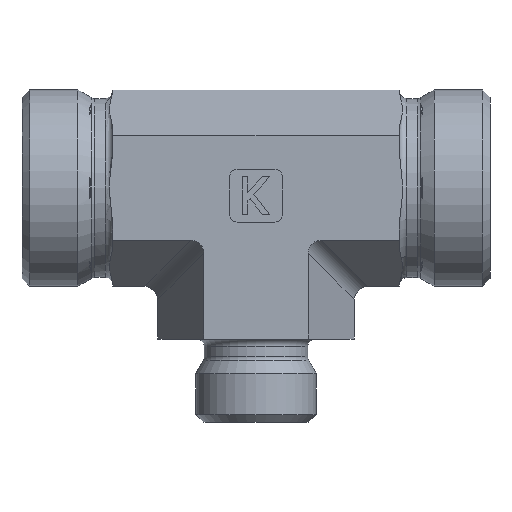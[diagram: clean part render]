
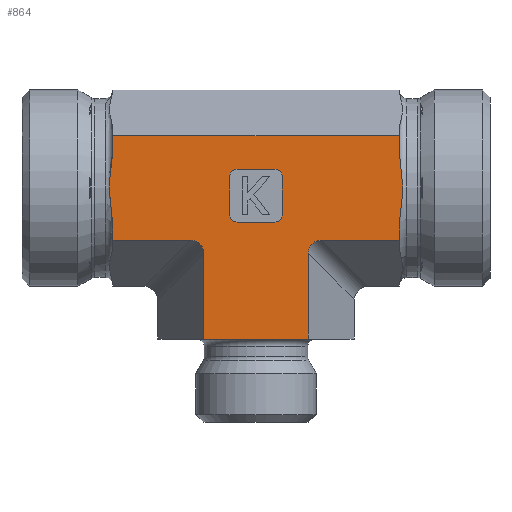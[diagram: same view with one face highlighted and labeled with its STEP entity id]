
A CAD part, left-side view. The second image highlights one B-rep face of the part: STEP entity #864.
In plain terms, the highlighted planar face has unit normal (-1, 0, 0).
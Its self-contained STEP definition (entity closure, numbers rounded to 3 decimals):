
#319=CARTESIAN_POINT('',(-30.485,28.544,17.404));
#320=VERTEX_POINT('',#319);
#328=CARTESIAN_POINT('',(-30.485,28.544,26.596));
#329=VERTEX_POINT('',#328);
#330=CARTESIAN_POINT('',(-30.485,28.544,26.596));
#331=CARTESIAN_POINT('',(-30.485,28.544,26.087));
#332=CARTESIAN_POINT('',(-30.485,28.603,25.48));
#333=CARTESIAN_POINT('',(-30.485,28.795,24.045));
#334=CARTESIAN_POINT('',(-30.485,29.017,22.94));
#335=CARTESIAN_POINT('',(-30.485,29.017,22.));
#336=CARTESIAN_POINT('',(-30.485,29.017,21.06));
#337=CARTESIAN_POINT('',(-30.485,28.795,19.955));
#338=CARTESIAN_POINT('',(-30.485,28.603,18.52));
#339=CARTESIAN_POINT('',(-30.485,28.544,17.913));
#340=CARTESIAN_POINT('',(-30.485,28.544,17.404));
#341=B_SPLINE_CURVE_WITH_KNOTS('',3,(#330,#331,#332,#333,#334,#335,#336,#337,#338,#339,#340),.UNSPECIFIED.,.F.,.U.,(4,2,3,2,4),(-0.434,-0.282,0.0,0.282,0.434),.UNSPECIFIED.);
#342=EDGE_CURVE('',#329,#320,#341,.T.);
#608=CARTESIAN_POINT('',(-30.485,28.544,28.928));
#609=VERTEX_POINT('',#608);
#610=CARTESIAN_POINT('',(-30.485,28.544,28.928));
#611=DIRECTION('',(0.0,0.0,-1.0));
#612=VECTOR('',#611,2.332);
#613=LINE('',#610,#612);
#614=EDGE_CURVE('',#609,#329,#613,.T.);
#632=CARTESIAN_POINT('',(-30.485,-9.456,28.928));
#633=VERTEX_POINT('',#632);
#634=CARTESIAN_POINT('',(-30.485,28.544,28.928));
#635=DIRECTION('',(0.0,-1.0,0.0));
#636=VECTOR('',#635,38.);
#637=LINE('',#634,#636);
#638=EDGE_CURVE('',#609,#633,#637,.T.);
#689=CARTESIAN_POINT('',(-30.485,2.616,0.0));
#690=DIRECTION('',(-1.0,0.0,0.0));
#691=DIRECTION('',(0.0,0.0,1.0));
#692=AXIS2_PLACEMENT_3D('',#689,#690,#691);
#693=PLANE('',#692);
#694=ORIENTED_EDGE('',*,*,#614,.T.);
#695=ORIENTED_EDGE('',*,*,#342,.T.);
#696=CARTESIAN_POINT('',(-30.485,28.544,15.072));
#697=VERTEX_POINT('',#696);
#698=CARTESIAN_POINT('',(-30.485,28.544,17.404));
#699=DIRECTION('',(0.0,0.0,-1.0));
#700=VECTOR('',#699,2.332);
#701=LINE('',#698,#700);
#702=EDGE_CURVE('',#320,#697,#701,.T.);
#703=ORIENTED_EDGE('',*,*,#702,.T.);
#704=CARTESIAN_POINT('',(-30.485,18.204,15.072));
#705=VERTEX_POINT('',#704);
#706=CARTESIAN_POINT('',(-30.485,18.204,15.072));
#707=DIRECTION('',(0.0,1.0,0.0));
#708=VECTOR('',#707,10.34);
#709=LINE('',#706,#708);
#710=EDGE_CURVE('',#705,#697,#709,.T.);
#711=ORIENTED_EDGE('',*,*,#710,.F.);
#712=CARTESIAN_POINT('',(-30.485,16.472,13.34));
#713=VERTEX_POINT('',#712);
#714=CARTESIAN_POINT('',(-30.485,18.781,12.762));
#715=DIRECTION('',(-1.0,0.0,0.0));
#716=DIRECTION('',(0.0,-0.707,0.707));
#717=AXIS2_PLACEMENT_3D('',#714,#715,#716);
#718=ELLIPSE('',#717,2.582,2.0);
#719=EDGE_CURVE('',#713,#705,#718,.T.);
#720=ORIENTED_EDGE('',*,*,#719,.F.);
#721=CARTESIAN_POINT('',(-30.485,16.472,2.));
#722=VERTEX_POINT('',#721);
#723=CARTESIAN_POINT('',(-30.485,16.472,2.));
#724=DIRECTION('',(0.0,0.0,1.0));
#725=VECTOR('',#724,11.34);
#726=LINE('',#723,#725);
#727=EDGE_CURVE('',#722,#713,#726,.T.);
#728=ORIENTED_EDGE('',*,*,#727,.F.);
#729=CARTESIAN_POINT('',(-30.485,2.616,2.));
#730=VERTEX_POINT('',#729);
#731=CARTESIAN_POINT('',(-30.485,16.472,2.));
#732=DIRECTION('',(0.0,-1.0,0.0));
#733=VECTOR('',#732,13.856);
#734=LINE('',#731,#733);
#735=EDGE_CURVE('',#722,#730,#734,.T.);
#736=ORIENTED_EDGE('',*,*,#735,.T.);
#737=CARTESIAN_POINT('',(-30.485,2.616,13.34));
#738=VERTEX_POINT('',#737);
#739=CARTESIAN_POINT('',(-30.485,2.616,2.));
#740=DIRECTION('',(0.0,0.0,1.0));
#741=VECTOR('',#740,11.34);
#742=LINE('',#739,#741);
#743=EDGE_CURVE('',#730,#738,#742,.T.);
#744=ORIENTED_EDGE('',*,*,#743,.T.);
#745=CARTESIAN_POINT('',(-30.485,0.884,15.072));
#746=VERTEX_POINT('',#745);
#747=CARTESIAN_POINT('',(-30.485,0.306,12.762));
#748=DIRECTION('',(-1.0,0.0,0.0));
#749=DIRECTION('',(0.0,0.707,0.707));
#750=AXIS2_PLACEMENT_3D('',#747,#748,#749);
#751=ELLIPSE('',#750,2.582,2.0);
#752=EDGE_CURVE('',#746,#738,#751,.T.);
#753=ORIENTED_EDGE('',*,*,#752,.F.);
#754=CARTESIAN_POINT('',(-30.485,-9.456,15.072));
#755=VERTEX_POINT('',#754);
#756=CARTESIAN_POINT('',(-30.485,0.884,15.072));
#757=DIRECTION('',(0.0,-1.0,0.0));
#758=VECTOR('',#757,10.34);
#759=LINE('',#756,#758);
#760=EDGE_CURVE('',#746,#755,#759,.T.);
#761=ORIENTED_EDGE('',*,*,#760,.T.);
#762=CARTESIAN_POINT('',(-30.485,-9.456,17.404));
#763=VERTEX_POINT('',#762);
#764=CARTESIAN_POINT('',(-30.485,-9.456,15.072));
#765=DIRECTION('',(0.0,0.0,1.0));
#766=VECTOR('',#765,2.332);
#767=LINE('',#764,#766);
#768=EDGE_CURVE('',#755,#763,#767,.T.);
#769=ORIENTED_EDGE('',*,*,#768,.T.);
#770=CARTESIAN_POINT('',(-30.485,-9.456,26.596));
#771=VERTEX_POINT('',#770);
#772=CARTESIAN_POINT('',(-30.485,-9.456,17.404));
#773=CARTESIAN_POINT('',(-30.485,-9.456,17.913));
#774=CARTESIAN_POINT('',(-30.485,-9.515,18.52));
#775=CARTESIAN_POINT('',(-30.485,-9.707,19.955));
#776=CARTESIAN_POINT('',(-30.485,-9.929,21.06));
#777=CARTESIAN_POINT('',(-30.485,-9.929,22.94));
#778=CARTESIAN_POINT('',(-30.485,-9.707,24.045));
#779=CARTESIAN_POINT('',(-30.485,-9.515,25.48));
#780=CARTESIAN_POINT('',(-30.485,-9.456,26.087));
#781=CARTESIAN_POINT('',(-30.485,-9.456,26.596));
#782=B_SPLINE_CURVE_WITH_KNOTS('',3,(#772,#773,#774,#775,#776,#777,#778,#779,#780,#781),.UNSPECIFIED.,.F.,.U.,(4,2,2,2,4),(0.949,1.101,1.383,1.665,1.818),.UNSPECIFIED.);
#783=EDGE_CURVE('',#763,#771,#782,.T.);
#784=ORIENTED_EDGE('',*,*,#783,.T.);
#785=CARTESIAN_POINT('',(-30.485,-9.456,26.596));
#786=DIRECTION('',(0.0,0.0,1.0));
#787=VECTOR('',#786,2.332);
#788=LINE('',#785,#787);
#789=EDGE_CURVE('',#771,#633,#788,.T.);
#790=ORIENTED_EDGE('',*,*,#789,.T.);
#791=ORIENTED_EDGE('',*,*,#638,.F.);
#792=EDGE_LOOP('',(#694,#695,#703,#711,#720,#728,#736,#744,#753,#761,#769,#784,#790,#791));
#793=FACE_OUTER_BOUND('',#792,.T.);
#794=CARTESIAN_POINT('',(-30.485,7.044,17.5));
#795=VERTEX_POINT('',#794);
#796=CARTESIAN_POINT('',(-30.485,12.044,17.5));
#797=VERTEX_POINT('',#796);
#798=CARTESIAN_POINT('',(-30.485,7.044,17.5));
#799=DIRECTION('',(0.0,1.0,0.0));
#800=VECTOR('',#799,5.);
#801=LINE('',#798,#800);
#802=EDGE_CURVE('',#795,#797,#801,.T.);
#803=ORIENTED_EDGE('',*,*,#802,.T.);
#804=CARTESIAN_POINT('',(-30.485,13.044,18.5));
#805=VERTEX_POINT('',#804);
#806=CARTESIAN_POINT('',(-30.485,12.044,18.5));
#807=DIRECTION('',(-1.0,0.0,0.0));
#808=DIRECTION('',(0.0,0.707,-0.707));
#809=AXIS2_PLACEMENT_3D('',#806,#807,#808);
#810=CIRCLE('',#809,1.0);
#811=EDGE_CURVE('',#805,#797,#810,.T.);
#812=ORIENTED_EDGE('',*,*,#811,.F.);
#813=CARTESIAN_POINT('',(-30.485,13.044,23.5));
#814=VERTEX_POINT('',#813);
#815=CARTESIAN_POINT('',(-30.485,13.044,18.5));
#816=DIRECTION('',(0.0,0.0,1.0));
#817=VECTOR('',#816,5.);
#818=LINE('',#815,#817);
#819=EDGE_CURVE('',#805,#814,#818,.T.);
#820=ORIENTED_EDGE('',*,*,#819,.T.);
#821=CARTESIAN_POINT('',(-30.485,12.044,24.5));
#822=VERTEX_POINT('',#821);
#823=CARTESIAN_POINT('',(-30.485,12.044,23.5));
#824=DIRECTION('',(-1.0,0.0,0.0));
#825=DIRECTION('',(0.0,0.707,0.707));
#826=AXIS2_PLACEMENT_3D('',#823,#824,#825);
#827=CIRCLE('',#826,1.0);
#828=EDGE_CURVE('',#822,#814,#827,.T.);
#829=ORIENTED_EDGE('',*,*,#828,.F.);
#830=CARTESIAN_POINT('',(-30.485,7.044,24.5));
#831=VERTEX_POINT('',#830);
#832=CARTESIAN_POINT('',(-30.485,12.044,24.5));
#833=DIRECTION('',(0.0,-1.0,0.0));
#834=VECTOR('',#833,5.);
#835=LINE('',#832,#834);
#836=EDGE_CURVE('',#822,#831,#835,.T.);
#837=ORIENTED_EDGE('',*,*,#836,.T.);
#838=CARTESIAN_POINT('',(-30.485,6.044,23.5));
#839=VERTEX_POINT('',#838);
#840=CARTESIAN_POINT('',(-30.485,7.044,23.5));
#841=DIRECTION('',(-1.0,0.0,0.0));
#842=DIRECTION('',(0.0,-0.707,0.707));
#843=AXIS2_PLACEMENT_3D('',#840,#841,#842);
#844=CIRCLE('',#843,1.0);
#845=EDGE_CURVE('',#839,#831,#844,.T.);
#846=ORIENTED_EDGE('',*,*,#845,.F.);
#847=CARTESIAN_POINT('',(-30.485,6.044,18.5));
#848=VERTEX_POINT('',#847);
#849=CARTESIAN_POINT('',(-30.485,6.044,23.5));
#850=DIRECTION('',(0.0,0.0,-1.0));
#851=VECTOR('',#850,5.0);
#852=LINE('',#849,#851);
#853=EDGE_CURVE('',#839,#848,#852,.T.);
#854=ORIENTED_EDGE('',*,*,#853,.T.);
#855=CARTESIAN_POINT('',(-30.485,7.044,18.5));
#856=DIRECTION('',(-1.0,0.0,0.0));
#857=DIRECTION('',(0.0,-0.707,-0.707));
#858=AXIS2_PLACEMENT_3D('',#855,#856,#857);
#859=CIRCLE('',#858,1.0);
#860=EDGE_CURVE('',#795,#848,#859,.T.);
#861=ORIENTED_EDGE('',*,*,#860,.F.);
#862=EDGE_LOOP('',(#803,#812,#820,#829,#837,#846,#854,#861));
#863=FACE_BOUND('',#862,.T.);
#864=ADVANCED_FACE('',(#793,#863),#693,.T.);
